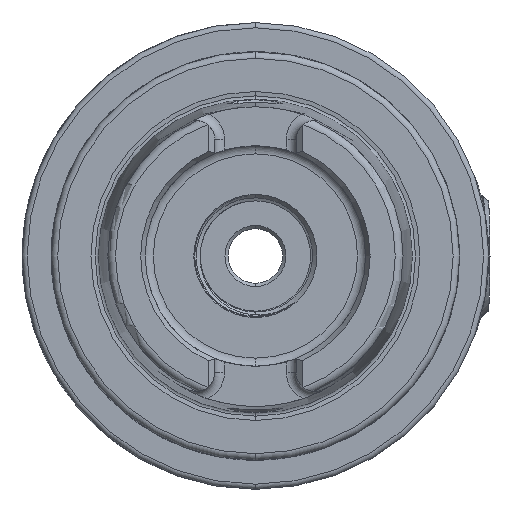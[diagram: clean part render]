
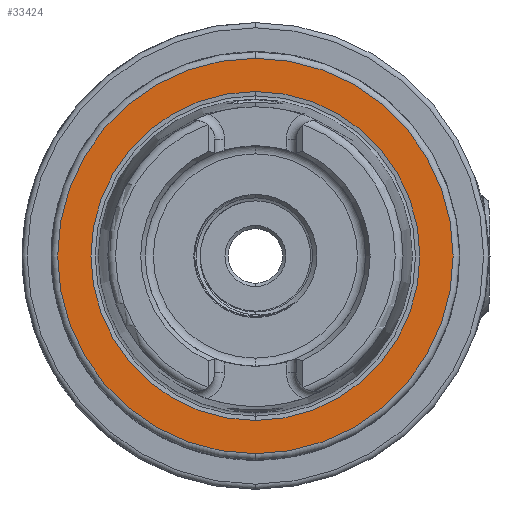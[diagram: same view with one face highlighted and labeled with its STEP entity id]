
A CAD part, left-side view. The second image highlights one B-rep face of the part: STEP entity #33424.
In plain terms, the highlighted planar face has unit normal (-1, 0, 0).
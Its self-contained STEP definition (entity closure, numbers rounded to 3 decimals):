
#1791 = EDGE_LOOP ( 'NONE', ( #19578, #19557 ) ) ;
#4691 = CARTESIAN_POINT ( 'NONE',  ( 0., 0., 0. ) ) ;
#4692 = DIRECTION ( 'NONE',  ( -1., 0., 0. ) ) ;
#4720 = DIRECTION ( 'NONE',  ( 0., 0., 1. ) ) ;
#4816 = CARTESIAN_POINT ( 'NONE',  ( 0., 0., 0. ) ) ;
#4822 = DIRECTION ( 'NONE',  ( 1., 0., 0. ) ) ;
#4831 = DIRECTION ( 'NONE',  ( 0., 0., -1. ) ) ;
#5753 = EDGE_LOOP ( 'NONE', ( #19493, #19562 ) ) ;
#16162 = DIRECTION ( 'NONE',  ( -1., 0., 0. ) ) ;
#16187 = CARTESIAN_POINT ( 'NONE',  ( 0., 0., 0. ) ) ;
#16190 = DIRECTION ( 'NONE',  ( 0., 0., 1. ) ) ;
#16213 = AXIS2_PLACEMENT_3D ( 'NONE', #4691, #4692, #4720 ) ;
#16226 = AXIS2_PLACEMENT_3D ( 'NONE', #4816, #4822, #4831 ) ;
#16446 = DIRECTION ( 'NONE',  ( 0., 0., -1. ) ) ;
#16503 = CARTESIAN_POINT ( 'NONE',  ( 0., 0., 0. ) ) ;
#16504 = DIRECTION ( 'NONE',  ( 1., 0., 0. ) ) ;
#16683 = AXIS2_PLACEMENT_3D ( 'NONE', #16503, #16504, #16446 ) ;
#16749 = AXIS2_PLACEMENT_3D ( 'NONE', #16187, #16162, #16190 ) ;
#19493 = ORIENTED_EDGE ( 'NONE', *, *, #29450, .T. ) ;
#19557 = ORIENTED_EDGE ( 'NONE', *, *, #29156, .T. ) ;
#19562 = ORIENTED_EDGE ( 'NONE', *, *, #29139, .T. ) ;
#19578 = ORIENTED_EDGE ( 'NONE', *, *, #29472, .T. ) ;
#25134 = AXIS2_PLACEMENT_3D ( 'NONE', #45422, #45404, #45437 ) ;
#29139 = EDGE_CURVE ( 'NONE', #33522, #33603, #35706, .T. ) ;
#29156 = EDGE_CURVE ( 'NONE', #33567, #33547, #35703, .T. ) ;
#29450 = EDGE_CURVE ( 'NONE', #33603, #33522, #36899, .T. ) ;
#29472 = EDGE_CURVE ( 'NONE', #33547, #33567, #36871, .T. ) ;
#33424 = ADVANCED_FACE ( 'NONE', ( #36830, #36895 ), #45471, .T. ) ;
#33522 = VERTEX_POINT ( 'NONE', #37905 ) ;
#33547 = VERTEX_POINT ( 'NONE', #37963 ) ;
#33567 = VERTEX_POINT ( 'NONE', #38013 ) ;
#33603 = VERTEX_POINT ( 'NONE', #42016 ) ;
#35703 = CIRCLE ( 'NONE', #16683, 25.369 ) ;
#35706 = CIRCLE ( 'NONE', #16749, 30.5 ) ;
#36830 = FACE_OUTER_BOUND ( 'NONE', #5753, .T. ) ;
#36871 = CIRCLE ( 'NONE', #16226, 25.369 ) ;
#36895 = FACE_BOUND ( 'NONE', #1791, .T. ) ;
#36899 = CIRCLE ( 'NONE', #16213, 30.5 ) ;
#37905 = CARTESIAN_POINT ( 'NONE',  ( 0., 0., -30.5 ) ) ;
#37963 = CARTESIAN_POINT ( 'NONE',  ( 0., 0., 25.369 ) ) ;
#38013 = CARTESIAN_POINT ( 'NONE',  ( 0., 0., -25.369 ) ) ;
#42016 = CARTESIAN_POINT ( 'NONE',  ( 0., 0., 30.5 ) ) ;
#45404 = DIRECTION ( 'NONE',  ( -1., 0., 0. ) ) ;
#45422 = CARTESIAN_POINT ( 'NONE',  ( 0., 25.369, 0. ) ) ;
#45437 = DIRECTION ( 'NONE',  ( 0., 0., 1. ) ) ;
#45471 = PLANE ( 'NONE',  #25134 ) ;
